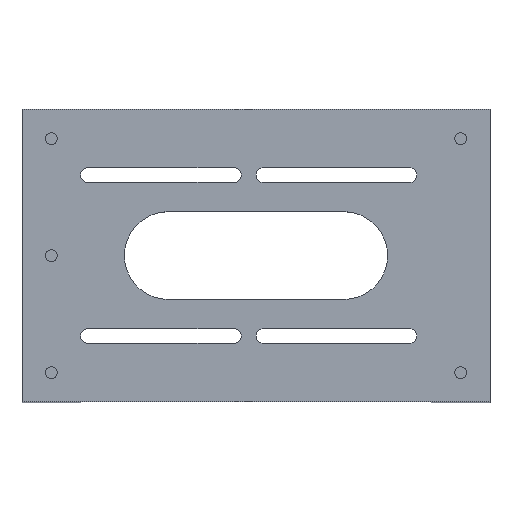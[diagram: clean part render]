
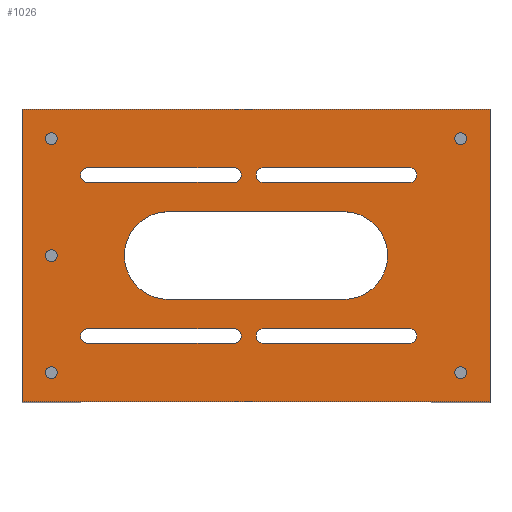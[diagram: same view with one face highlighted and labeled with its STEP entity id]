
A CAD part, top view. The second image highlights one B-rep face of the part: STEP entity #1026.
In plain terms, the highlighted planar face has unit normal (0, 0, 1).
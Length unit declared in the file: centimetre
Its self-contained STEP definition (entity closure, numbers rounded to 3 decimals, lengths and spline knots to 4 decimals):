
#18=FACE_BOUND('',#180,.T.);
#19=FACE_BOUND('',#181,.T.);
#20=FACE_BOUND('',#182,.T.);
#21=FACE_BOUND('',#183,.T.);
#22=FACE_BOUND('',#184,.T.);
#23=FACE_BOUND('',#185,.T.);
#24=FACE_BOUND('',#186,.T.);
#25=FACE_BOUND('',#187,.T.);
#26=FACE_BOUND('',#188,.T.);
#27=FACE_BOUND('',#189,.T.);
#66=PLANE('',#1129);
#121=FACE_OUTER_BOUND('',#179,.T.);
#179=EDGE_LOOP('',(#927,#928,#929,#930));
#180=EDGE_LOOP('',(#931));
#181=EDGE_LOOP('',(#932));
#182=EDGE_LOOP('',(#933));
#183=EDGE_LOOP('',(#934));
#184=EDGE_LOOP('',(#935));
#185=EDGE_LOOP('',(#936,#937,#938,#939));
#186=EDGE_LOOP('',(#940,#941,#942,#943));
#187=EDGE_LOOP('',(#944,#945,#946,#947));
#188=EDGE_LOOP('',(#948,#949,#950,#951));
#189=EDGE_LOOP('',(#952,#953,#954,#955));
#256=LINE('',#1595,#364);
#259=LINE('',#1600,#367);
#262=LINE('',#1608,#370);
#265=LINE('',#1618,#373);
#268=LINE('',#1626,#376);
#271=LINE('',#1634,#379);
#274=LINE('',#1642,#382);
#277=LINE('',#1650,#385);
#280=LINE('',#1655,#388);
#283=LINE('',#1663,#391);
#291=LINE('',#1693,#399);
#293=LINE('',#1697,#401);
#295=LINE('',#1701,#403);
#297=LINE('',#1704,#405);
#364=VECTOR('',#1292,0.001);
#367=VECTOR('',#1295,0.001);
#370=VECTOR('',#1304,0.001);
#373=VECTOR('',#1317,0.001);
#376=VECTOR('',#1326,0.001);
#379=VECTOR('',#1335,0.001);
#382=VECTOR('',#1344,0.001);
#385=VECTOR('',#1353,0.001);
#388=VECTOR('',#1356,0.001);
#391=VECTOR('',#1365,0.001);
#399=VECTOR('',#1403,0.001);
#401=VECTOR('',#1407,0.001);
#403=VECTOR('',#1411,0.001);
#405=VECTOR('',#1415,0.001);
#425=CIRCLE('',#1089,0.0003);
#426=CIRCLE('',#1092,0.0003);
#427=CIRCLE('',#1094,0.0003);
#428=CIRCLE('',#1097,0.0003);
#429=CIRCLE('',#1100,0.0015);
#430=CIRCLE('',#1103,0.0015);
#431=CIRCLE('',#1106,0.0003);
#432=CIRCLE('',#1109,0.0003);
#433=CIRCLE('',#1112,0.0003);
#434=CIRCLE('',#1114,0.0003);
#435=CIRCLE('',#1116,0.0002);
#436=CIRCLE('',#1118,0.0002);
#437=CIRCLE('',#1120,0.0002);
#438=CIRCLE('',#1122,0.0002);
#439=CIRCLE('',#1124,0.0002);
#501=VERTEX_POINT('',#1592);
#502=VERTEX_POINT('',#1594);
#503=VERTEX_POINT('',#1597);
#504=VERTEX_POINT('',#1599);
#505=VERTEX_POINT('',#1603);
#506=VERTEX_POINT('',#1607);
#507=VERTEX_POINT('',#1613);
#508=VERTEX_POINT('',#1617);
#509=VERTEX_POINT('',#1623);
#510=VERTEX_POINT('',#1625);
#511=VERTEX_POINT('',#1629);
#512=VERTEX_POINT('',#1633);
#513=VERTEX_POINT('',#1639);
#514=VERTEX_POINT('',#1641);
#515=VERTEX_POINT('',#1645);
#516=VERTEX_POINT('',#1649);
#517=VERTEX_POINT('',#1652);
#518=VERTEX_POINT('',#1654);
#519=VERTEX_POINT('',#1660);
#520=VERTEX_POINT('',#1662);
#521=VERTEX_POINT('',#1670);
#522=VERTEX_POINT('',#1674);
#523=VERTEX_POINT('',#1678);
#524=VERTEX_POINT('',#1682);
#525=VERTEX_POINT('',#1686);
#526=VERTEX_POINT('',#1690);
#527=VERTEX_POINT('',#1692);
#528=VERTEX_POINT('',#1696);
#529=VERTEX_POINT('',#1700);
#615=EDGE_CURVE('',#502,#501,#256,.T.);
#618=EDGE_CURVE('',#504,#503,#259,.T.);
#620=EDGE_CURVE('',#505,#502,#425,.T.);
#622=EDGE_CURVE('',#506,#505,#262,.T.);
#624=EDGE_CURVE('',#501,#506,#426,.T.);
#625=EDGE_CURVE('',#507,#504,#427,.T.);
#627=EDGE_CURVE('',#508,#507,#265,.T.);
#629=EDGE_CURVE('',#503,#508,#428,.T.);
#631=EDGE_CURVE('',#510,#509,#268,.T.);
#633=EDGE_CURVE('',#511,#510,#429,.T.);
#635=EDGE_CURVE('',#512,#511,#271,.T.);
#637=EDGE_CURVE('',#509,#512,#430,.T.);
#639=EDGE_CURVE('',#514,#513,#274,.T.);
#641=EDGE_CURVE('',#515,#514,#431,.T.);
#643=EDGE_CURVE('',#516,#515,#277,.T.);
#646=EDGE_CURVE('',#518,#517,#280,.T.);
#648=EDGE_CURVE('',#513,#516,#432,.T.);
#650=EDGE_CURVE('',#520,#519,#283,.T.);
#652=EDGE_CURVE('',#517,#520,#433,.T.);
#653=EDGE_CURVE('',#519,#518,#434,.T.);
#654=EDGE_CURVE('',#521,#521,#435,.T.);
#656=EDGE_CURVE('',#522,#522,#436,.T.);
#658=EDGE_CURVE('',#523,#523,#437,.T.);
#660=EDGE_CURVE('',#524,#524,#438,.T.);
#662=EDGE_CURVE('',#525,#525,#439,.T.);
#665=EDGE_CURVE('',#527,#526,#291,.T.);
#667=EDGE_CURVE('',#528,#527,#293,.T.);
#669=EDGE_CURVE('',#529,#528,#295,.T.);
#671=EDGE_CURVE('',#526,#529,#297,.T.);
#927=ORIENTED_EDGE('',*,*,#671,.T.);
#928=ORIENTED_EDGE('',*,*,#669,.T.);
#929=ORIENTED_EDGE('',*,*,#667,.T.);
#930=ORIENTED_EDGE('',*,*,#665,.T.);
#931=ORIENTED_EDGE('',*,*,#662,.T.);
#932=ORIENTED_EDGE('',*,*,#660,.T.);
#933=ORIENTED_EDGE('',*,*,#658,.T.);
#934=ORIENTED_EDGE('',*,*,#656,.T.);
#935=ORIENTED_EDGE('',*,*,#654,.T.);
#936=ORIENTED_EDGE('',*,*,#653,.T.);
#937=ORIENTED_EDGE('',*,*,#646,.T.);
#938=ORIENTED_EDGE('',*,*,#652,.T.);
#939=ORIENTED_EDGE('',*,*,#650,.T.);
#940=ORIENTED_EDGE('',*,*,#648,.T.);
#941=ORIENTED_EDGE('',*,*,#643,.T.);
#942=ORIENTED_EDGE('',*,*,#641,.T.);
#943=ORIENTED_EDGE('',*,*,#639,.T.);
#944=ORIENTED_EDGE('',*,*,#637,.T.);
#945=ORIENTED_EDGE('',*,*,#635,.T.);
#946=ORIENTED_EDGE('',*,*,#633,.T.);
#947=ORIENTED_EDGE('',*,*,#631,.T.);
#948=ORIENTED_EDGE('',*,*,#629,.T.);
#949=ORIENTED_EDGE('',*,*,#627,.T.);
#950=ORIENTED_EDGE('',*,*,#625,.T.);
#951=ORIENTED_EDGE('',*,*,#618,.T.);
#952=ORIENTED_EDGE('',*,*,#624,.T.);
#953=ORIENTED_EDGE('',*,*,#622,.T.);
#954=ORIENTED_EDGE('',*,*,#620,.T.);
#955=ORIENTED_EDGE('',*,*,#615,.T.);
#1026=ADVANCED_FACE('',(#121,#18,#19,#20,#21,#22,#23,#24,#25,#26,#27),#66,
 .T.);
#1089=AXIS2_PLACEMENT_3D('',#1604,#1299,#1300);
#1092=AXIS2_PLACEMENT_3D('',#1611,#1308,#1309);
#1094=AXIS2_PLACEMENT_3D('',#1614,#1312,#1313);
#1097=AXIS2_PLACEMENT_3D('',#1621,#1321,#1322);
#1100=AXIS2_PLACEMENT_3D('',#1630,#1330,#1331);
#1103=AXIS2_PLACEMENT_3D('',#1637,#1339,#1340);
#1106=AXIS2_PLACEMENT_3D('',#1646,#1348,#1349);
#1109=AXIS2_PLACEMENT_3D('',#1658,#1360,#1361);
#1112=AXIS2_PLACEMENT_3D('',#1666,#1369,#1370);
#1114=AXIS2_PLACEMENT_3D('',#1668,#1373,#1374);
#1116=AXIS2_PLACEMENT_3D('',#1671,#1377,#1378);
#1118=AXIS2_PLACEMENT_3D('',#1675,#1382,#1383);
#1120=AXIS2_PLACEMENT_3D('',#1679,#1387,#1388);
#1122=AXIS2_PLACEMENT_3D('',#1683,#1392,#1393);
#1124=AXIS2_PLACEMENT_3D('',#1687,#1397,#1398);
#1129=AXIS2_PLACEMENT_3D('',#1705,#1416,#1417);
#1292=DIRECTION('',(-1.,0.,0.));
#1295=DIRECTION('',(-1.,0.,0.));
#1299=DIRECTION('center_axis',(0.,0.,-1.));
#1300=DIRECTION('ref_axis',(1.,0.,0.));
#1304=DIRECTION('',(1.,0.,0.));
#1308=DIRECTION('center_axis',(0.,0.,-1.));
#1309=DIRECTION('ref_axis',(1.,0.,0.));
#1312=DIRECTION('center_axis',(0.,0.,-1.));
#1313=DIRECTION('ref_axis',(1.,0.,0.));
#1317=DIRECTION('',(1.,0.,0.));
#1321=DIRECTION('center_axis',(0.,0.,-1.));
#1322=DIRECTION('ref_axis',(1.,0.,0.));
#1326=DIRECTION('',(-1.,0.,0.));
#1330=DIRECTION('center_axis',(0.,0.,-1.));
#1331=DIRECTION('ref_axis',(0.,-1.,0.));
#1335=DIRECTION('',(1.,0.,0.));
#1339=DIRECTION('center_axis',(0.,0.,-1.));
#1340=DIRECTION('ref_axis',(0.,1.,0.));
#1344=DIRECTION('',(-1.,0.,0.));
#1348=DIRECTION('center_axis',(0.,0.,-1.));
#1349=DIRECTION('ref_axis',(1.,0.,0.));
#1353=DIRECTION('',(1.,0.,0.));
#1356=DIRECTION('',(1.,0.,0.));
#1360=DIRECTION('center_axis',(0.,0.,-1.));
#1361=DIRECTION('ref_axis',(1.,0.,0.));
#1365=DIRECTION('',(-1.,0.,0.));
#1369=DIRECTION('center_axis',(0.,0.,-1.));
#1370=DIRECTION('ref_axis',(1.,0.,0.));
#1373=DIRECTION('center_axis',(0.,0.,-1.));
#1374=DIRECTION('ref_axis',(1.,0.,0.));
#1377=DIRECTION('center_axis',(0.,0.,-1.));
#1378=DIRECTION('ref_axis',(1.,0.,0.));
#1382=DIRECTION('center_axis',(0.,0.,-1.));
#1383=DIRECTION('ref_axis',(1.,0.,0.));
#1387=DIRECTION('center_axis',(0.,0.,-1.));
#1388=DIRECTION('ref_axis',(1.,0.,0.));
#1392=DIRECTION('center_axis',(0.,0.,-1.));
#1393=DIRECTION('ref_axis',(1.,0.,0.));
#1397=DIRECTION('center_axis',(0.,0.,-1.));
#1398=DIRECTION('ref_axis',(1.,0.,0.));
#1403=DIRECTION('',(1.,0.,0.));
#1407=DIRECTION('',(0.,-1.,0.));
#1411=DIRECTION('',(-1.,0.,0.));
#1415=DIRECTION('',(0.,1.,0.));
#1416=DIRECTION('center_axis',(0.,0.,1.));
#1417=DIRECTION('ref_axis',(1.,0.,0.));
#1592=CARTESIAN_POINT('',(0.0003,-0.003,0.0165));
#1594=CARTESIAN_POINT('',(0.0053,-0.003,0.0165));
#1595=CARTESIAN_POINT('',(0.0053,-0.003,0.0165));
#1597=CARTESIAN_POINT('',(-0.0058,-0.003,0.0165));
#1599=CARTESIAN_POINT('',(-0.0008,-0.003,0.0165));
#1600=CARTESIAN_POINT('',(-0.0008,-0.003,0.0165));
#1603=CARTESIAN_POINT('',(0.0053,-0.0025,0.0165));
#1604=CARTESIAN_POINT('Origin',(0.0053,-0.0028,0.0165));
#1607=CARTESIAN_POINT('',(0.0003,-0.0025,0.0165));
#1608=CARTESIAN_POINT('',(0.0003,-0.0025,0.0165));
#1611=CARTESIAN_POINT('Origin',(0.0003,-0.0028,0.0165));
#1613=CARTESIAN_POINT('',(-0.0008,-0.0025,0.0165));
#1614=CARTESIAN_POINT('Origin',(-0.0008,-0.0028,0.0165));
#1617=CARTESIAN_POINT('',(-0.0058,-0.0025,0.0165));
#1618=CARTESIAN_POINT('',(-0.0058,-0.0025,0.0165));
#1621=CARTESIAN_POINT('Origin',(-0.0058,-0.0028,0.0165));
#1623=CARTESIAN_POINT('',(-0.003,-0.0015,0.0165));
#1625=CARTESIAN_POINT('',(0.003,-0.0015,0.0165));
#1626=CARTESIAN_POINT('',(0.003,-0.0015,0.0165));
#1629=CARTESIAN_POINT('',(0.003,0.0015,0.0165));
#1630=CARTESIAN_POINT('Origin',(0.003,0.,0.0165));
#1633=CARTESIAN_POINT('',(-0.003,0.0015,0.0165));
#1634=CARTESIAN_POINT('',(-0.003,0.0015,0.0165));
#1637=CARTESIAN_POINT('Origin',(-0.003,0.,0.0165));
#1639=CARTESIAN_POINT('',(0.0003,0.0025,0.0165));
#1641=CARTESIAN_POINT('',(0.0053,0.0025,0.0165));
#1642=CARTESIAN_POINT('',(0.0003,0.0025,0.0165));
#1645=CARTESIAN_POINT('',(0.0053,0.003,0.0165));
#1646=CARTESIAN_POINT('Origin',(0.0053,0.0028,0.0165));
#1649=CARTESIAN_POINT('',(0.0003,0.003,0.0165));
#1650=CARTESIAN_POINT('',(-0.006,0.003,0.0165));
#1652=CARTESIAN_POINT('',(-0.0008,0.003,0.0165));
#1654=CARTESIAN_POINT('',(-0.0058,0.003,0.0165));
#1655=CARTESIAN_POINT('',(-0.006,0.003,0.0165));
#1658=CARTESIAN_POINT('Origin',(0.0003,0.0028,0.0165));
#1660=CARTESIAN_POINT('',(-0.0058,0.0025,0.0165));
#1662=CARTESIAN_POINT('',(-0.0008,0.0025,0.0165));
#1663=CARTESIAN_POINT('',(-0.0058,0.0025,0.0165));
#1666=CARTESIAN_POINT('Origin',(-0.0008,0.0028,0.0165));
#1668=CARTESIAN_POINT('Origin',(-0.0058,0.0028,0.0165));
#1670=CARTESIAN_POINT('',(-0.0072,-0.004,0.0165));
#1671=CARTESIAN_POINT('Origin',(-0.007,-0.004,0.0165));
#1674=CARTESIAN_POINT('',(-0.0072,0.004,0.0165));
#1675=CARTESIAN_POINT('Origin',(-0.007,0.004,0.0165));
#1678=CARTESIAN_POINT('',(-0.0072,0.,0.0165));
#1679=CARTESIAN_POINT('Origin',(-0.007,0.,0.0165));
#1682=CARTESIAN_POINT('',(0.0068,-0.004,0.0165));
#1683=CARTESIAN_POINT('Origin',(0.007,-0.004,0.0165));
#1686=CARTESIAN_POINT('',(0.0068,0.004,0.0165));
#1687=CARTESIAN_POINT('Origin',(0.007,0.004,0.0165));
#1690=CARTESIAN_POINT('',(0.008,-0.005,0.0165));
#1692=CARTESIAN_POINT('',(-0.008,-0.005,0.0165));
#1693=CARTESIAN_POINT('',(-0.008,-0.005,0.0165));
#1696=CARTESIAN_POINT('',(-0.008,0.005,0.0165));
#1697=CARTESIAN_POINT('',(-0.008,0.005,0.0165));
#1700=CARTESIAN_POINT('',(0.008,0.005,0.0165));
#1701=CARTESIAN_POINT('',(0.008,0.005,0.0165));
#1704=CARTESIAN_POINT('',(0.008,-0.005,0.0165));
#1705=CARTESIAN_POINT('Origin',(0.,0.,0.0165));
